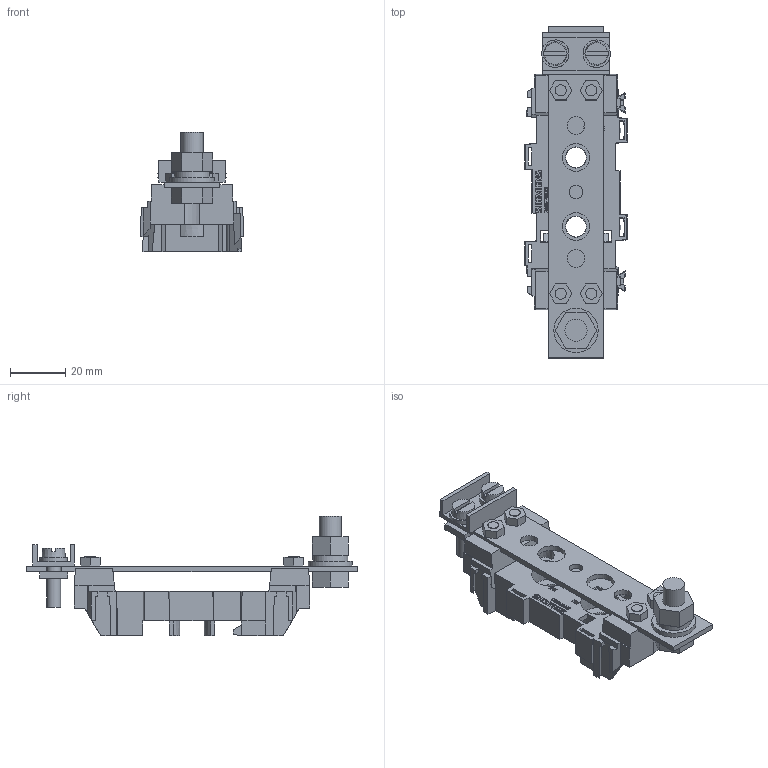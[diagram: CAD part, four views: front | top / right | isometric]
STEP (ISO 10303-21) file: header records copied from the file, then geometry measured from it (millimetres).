
FILE_DESCRIPTION(/* description */ (''),/* implementation_level */ '2;1');
FILE_NAME(/* name */ '3NG2000_000154300V.stp',/* time_stamp */ '2024-10-07T09:26:21+02:00',/* author */ (''),/* organization */ (''),/* preprocessor_version */ 'ST-DEVELOPER v18.101',/* originating_system */ 'SIEMENS PLM Software NX 2007',/* authorisation */ '');
FILE_SCHEMA (('AUTOMOTIVE_DESIGN { 1 0 10303 214 3 1 1 1 }'));
Length unit declared in the file: millimetre
Products named in the file (1): 3NG2000_000154300V
Bounding box: 37 x 120 x 43.2 mm (x, y, z)
Volume: 26946.8 mm3; surface area: 28943.7 mm2
Topology: 1 solids, 20 shells, 932 faces, 2478 edges, 1621 vertices
Faces by surface type: plane 756, cylinder 76, cone 67, extrusion 27, bspline 6
Full cylindrical faces by diameter (mm): 2.6 x2, 4 x8, 5 x5, 6.4 x2, 8 x2, 9 x1, 9.9 x2, 10 x2, 12.7 x1, 16 x1
Entity records: 36965 total; most frequent: CARTESIAN_POINT 7603, ORIENTED_EDGE 4822, DIRECTION 4401, EDGE_CURVE 2411, VECTOR 1839, LINE 1812, VERTEX_POINT 1597, AXIS2_PLACEMENT_3D 1281
